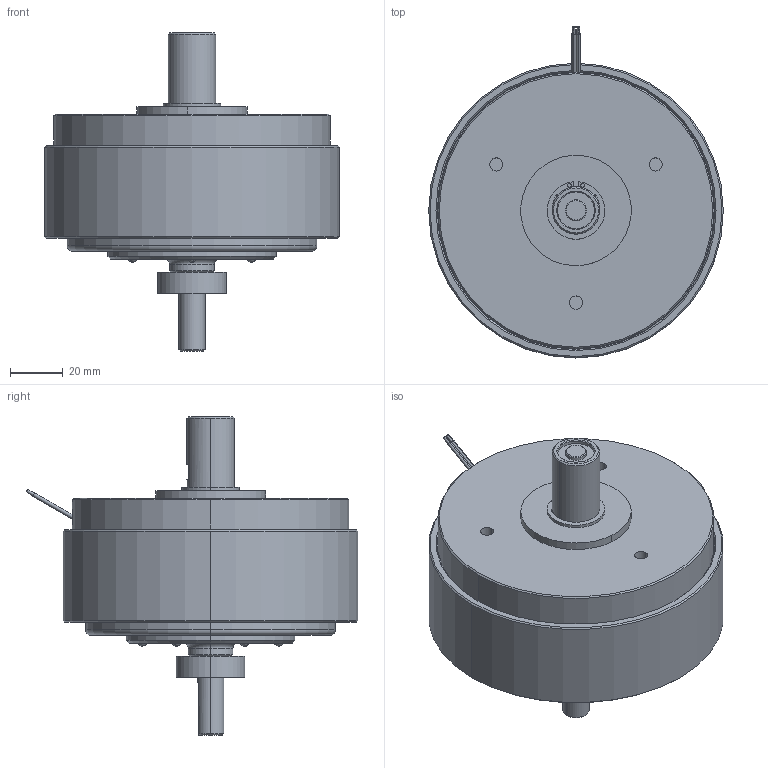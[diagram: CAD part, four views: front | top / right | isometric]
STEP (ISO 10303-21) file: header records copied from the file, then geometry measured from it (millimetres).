
FILE_DESCRIPTION (( 'STEP AP203' ), '1' );
FILE_NAME ('HC10.STEP', '2018-12-18T01:29:15', ( 'test' ), ( 'Microsoft' ), 'SwSTEP 2.0', 'SolidWorks 2018', '' );
FILE_SCHEMA (( 'CONFIG_CONTROL_DESIGN' ));
Length unit declared in the file: millimetre
Products named in the file (1): HC10
Bounding box: 112 x 126.12 x 121 mm (x, y, z)
Volume: 473891.8 mm3; surface area: 104559.5 mm2
Topology: 1 solids, 8 shells, 472 faces, 1185 edges, 764 vertices
Faces by surface type: cylinder 202, plane 129, cone 119, sphere 12, torus 8, bspline 2
Entity records: 14611 total; most frequent: CARTESIAN_POINT 3291, DIRECTION 2414, ORIENTED_EDGE 2346, EDGE_CURVE 1173, AXIS2_PLACEMENT_3D 1039, VERTEX_POINT 764, CIRCLE 568, EDGE_LOOP 519
